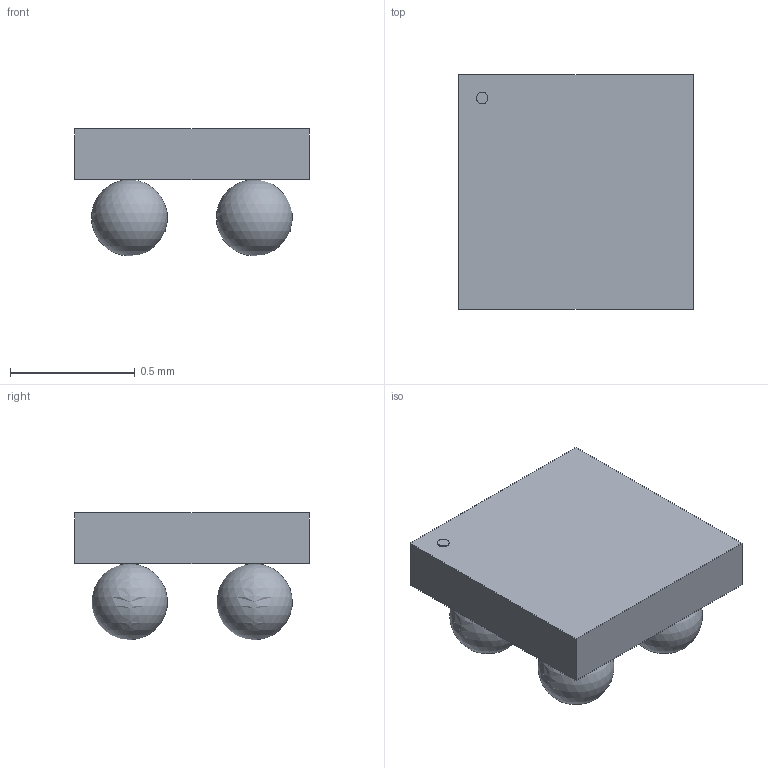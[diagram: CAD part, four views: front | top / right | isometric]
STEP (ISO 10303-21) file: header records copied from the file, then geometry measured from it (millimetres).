
FILE_DESCRIPTION(('STEP AP214'),'1');
FILE_NAME('YZV4','2021-02-07T18:14:46',(''),(''),'','','');
FILE_SCHEMA(('AUTOMOTIVE_DESIGN'));
Length unit declared in the file: millimetre
Products named in the file (1): product
Bounding box: 0.94 x 0.94 x 0.51 mm (x, y, z)
Volume: 0.3 mm3; surface area: 4.9 mm2
Topology: 10 solids, 10 shells, 17 faces, 39 edges, 26 vertices
Faces by surface type: sphere 8, plane 8, cylinder 1
Full cylindrical faces by diameter (mm): 0.047 x1
Entity records: 328 total; most frequent: DIRECTION 54, CARTESIAN_POINT 31, ORIENTED_EDGE 28, AXIS2_PLACEMENT_3D 21, STYLED_ITEM 17, ADVANCED_FACE 17, EDGE_CURVE 14, LINE 12
